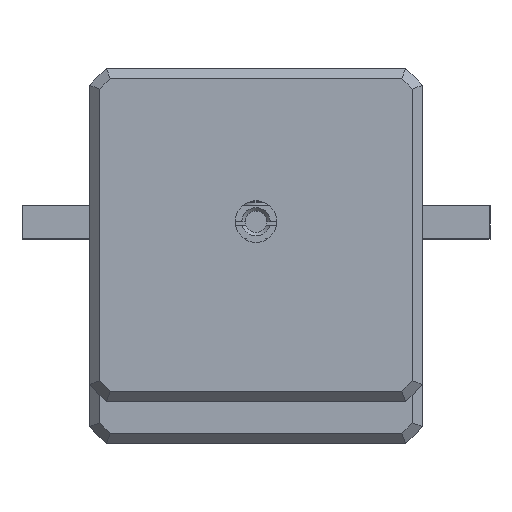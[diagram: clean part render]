
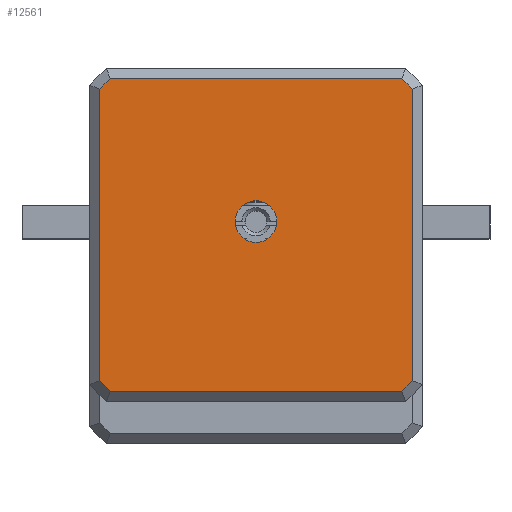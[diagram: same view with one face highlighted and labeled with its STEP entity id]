
A CAD part, top view. The second image highlights one B-rep face of the part: STEP entity #12561.
In plain terms, the highlighted planar face has unit normal (0, 0, 1).
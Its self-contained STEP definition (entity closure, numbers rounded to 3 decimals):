
#446=FACE_BOUND('',#2410,.T.);
#1020=CIRCLE('',#13884,6.25);
#1636=FACE_OUTER_BOUND('',#2409,.T.);
#2409=EDGE_LOOP('',(#11212,#11213,#11214,#11215,#11216,#11217,#11218,#11219));
#2410=EDGE_LOOP('',(#11220));
#3544=LINE('',#21044,#4767);
#3548=LINE('',#21053,#4771);
#3550=LINE('',#21058,#4773);
#3556=LINE('',#21071,#4779);
#3558=LINE('',#21074,#4781);
#3561=LINE('',#21078,#4784);
#3562=LINE('',#21080,#4785);
#3565=LINE('',#21084,#4788);
#4767=VECTOR('',#17375,10.);
#4771=VECTOR('',#17381,10.);
#4773=VECTOR('',#17385,10.);
#4779=VECTOR('',#17393,10.);
#4781=VECTOR('',#17397,10.);
#4784=VECTOR('',#17402,10.);
#4785=VECTOR('',#17405,10.);
#4788=VECTOR('',#17410,10.);
#6025=VERTEX_POINT('',#21034);
#6028=VERTEX_POINT('',#21041);
#6029=VERTEX_POINT('',#21043);
#6032=VERTEX_POINT('',#21050);
#6033=VERTEX_POINT('',#21052);
#6034=VERTEX_POINT('',#21056);
#6035=VERTEX_POINT('',#21057);
#6040=VERTEX_POINT('',#21068);
#6041=VERTEX_POINT('',#21070);
#7756=EDGE_CURVE('',#6025,#6025,#1020,.T.);
#7760=EDGE_CURVE('',#6028,#6029,#3544,.T.);
#7764=EDGE_CURVE('',#6032,#6033,#3548,.T.);
#7766=EDGE_CURVE('',#6034,#6035,#3550,.T.);
#7772=EDGE_CURVE('',#6040,#6041,#3556,.T.);
#7774=EDGE_CURVE('',#6035,#6040,#3558,.T.);
#7777=EDGE_CURVE('',#6041,#6032,#3561,.T.);
#7778=EDGE_CURVE('',#6029,#6034,#3562,.T.);
#7781=EDGE_CURVE('',#6033,#6028,#3565,.T.);
#11212=ORIENTED_EDGE('',*,*,#7772,.F.);
#11213=ORIENTED_EDGE('',*,*,#7774,.F.);
#11214=ORIENTED_EDGE('',*,*,#7766,.F.);
#11215=ORIENTED_EDGE('',*,*,#7778,.F.);
#11216=ORIENTED_EDGE('',*,*,#7760,.F.);
#11217=ORIENTED_EDGE('',*,*,#7781,.F.);
#11218=ORIENTED_EDGE('',*,*,#7764,.F.);
#11219=ORIENTED_EDGE('',*,*,#7777,.F.);
#11220=ORIENTED_EDGE('',*,*,#7756,.T.);
#11902=PLANE('',#13897);
#12561=ADVANCED_FACE('',(#1636,#446),#11902,.T.);
#13884=AXIS2_PLACEMENT_3D('',#21035,#17368,#17369);
#13897=AXIS2_PLACEMENT_3D('',#21103,#17428,#17429);
#17368=DIRECTION('center_axis',(0.,0.,-1.));
#17369=DIRECTION('ref_axis',(-1.,0.,0.));
#17375=DIRECTION('',(0.,-1.,0.));
#17381=DIRECTION('',(1.,0.,0.));
#17385=DIRECTION('',(-1.,0.,0.));
#17393=DIRECTION('',(0.,1.,0.));
#17397=DIRECTION('',(-0.707,0.707,0.));
#17402=DIRECTION('',(0.707,0.707,0.));
#17405=DIRECTION('',(-0.707,-0.707,0.));
#17410=DIRECTION('',(0.707,-0.707,0.));
#17428=DIRECTION('center_axis',(0.,0.,1.));
#17429=DIRECTION('ref_axis',(0.,1.,0.));
#21034=CARTESIAN_POINT('',(6.25,-6.,92.));
#21035=CARTESIAN_POINT('Origin',(0.,-6.,
92.));
#21041=CARTESIAN_POINT('',(47.,33.757,92.));
#21043=CARTESIAN_POINT('',(47.,-53.757,92.));
#21044=CARTESIAN_POINT('',(47.,-35.,92.));
#21050=CARTESIAN_POINT('',(-43.757,37.,92.));
#21052=CARTESIAN_POINT('',(43.757,37.,92.));
#21053=CARTESIAN_POINT('',(0.,37.,92.));
#21056=CARTESIAN_POINT('',(43.757,-57.,92.));
#21057=CARTESIAN_POINT('',(-43.757,-57.,92.));
#21058=CARTESIAN_POINT('',(0.,-57.,92.));
#21068=CARTESIAN_POINT('',(-47.,-53.757,92.));
#21070=CARTESIAN_POINT('',(-47.,33.757,92.));
#21071=CARTESIAN_POINT('',(-47.,-35.,92.));
#21074=CARTESIAN_POINT('',(-32.879,-67.879,92.));
#21078=CARTESIAN_POINT('',(-57.879,22.879,92.));
#21080=CARTESIAN_POINT('',(32.879,-67.879,92.));
#21084=CARTESIAN_POINT('',(57.879,22.879,92.));
#21103=CARTESIAN_POINT('Origin',(0.,-60.,92.));
